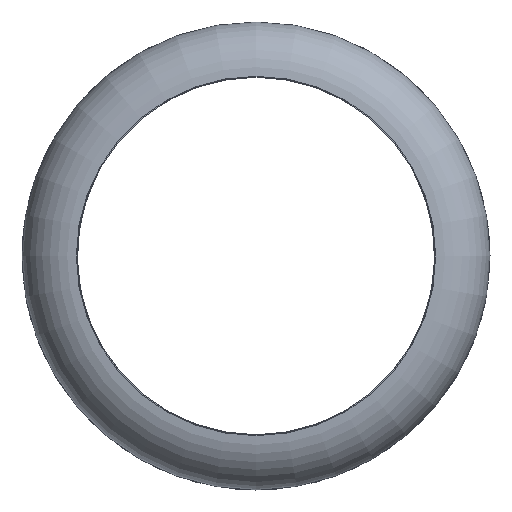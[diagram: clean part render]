
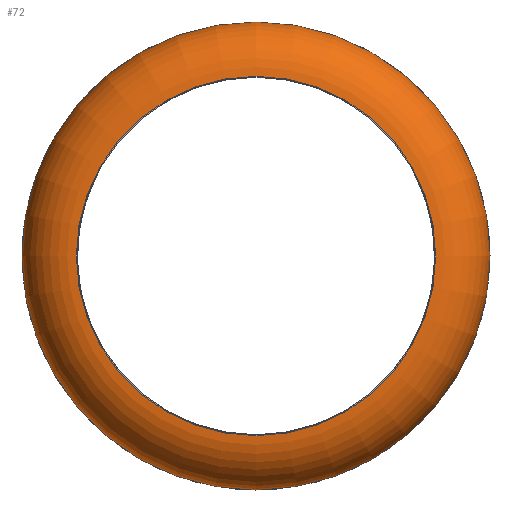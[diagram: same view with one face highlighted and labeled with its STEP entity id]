
A CAD part, left-side view. The second image highlights one B-rep face of the part: STEP entity #72.
In plain terms, the highlighted toroidal (fillet/blend) face has major radius 27.573 mm and minor radius 8.445 mm.
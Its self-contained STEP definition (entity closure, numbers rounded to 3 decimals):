
#72=ADVANCED_FACE('',(#218,#220),#222,.T.);
#218=FACE_OUTER_BOUND('',#219,.T.);
#219=EDGE_LOOP('',(#379));
#220=FACE_OUTER_BOUND('',#221,.T.);
#221=EDGE_LOOP('',(#380));
#222=TOROIDAL_SURFACE('',#223,27.573,8.445);
#223=AXIS2_PLACEMENT_3D('',#224,#225,#226);
#224=CARTESIAN_POINT('',(1.325,0.,-34.));
#225=DIRECTION('',(1.,0.,0.));
#226=DIRECTION('',(0.,0.,-1.));
#379=ORIENTED_EDGE('',*,*,#416,.F.);
#380=ORIENTED_EDGE('',*,*,#472,.T.);
#416=EDGE_CURVE('',#492,#492,#493,.T.);
#472=EDGE_CURVE('',#584,#584,#585,.T.);
#492=VERTEX_POINT('',#809);
#493=CIRCLE('',#810,36.009);
#584=VERTEX_POINT('',#1867);
#585=CIRCLE('',#1868,27.647);
#809=CARTESIAN_POINT('',(0.936,0.,-70.009));
#810=AXIS2_PLACEMENT_3D('',#811,#812,#813);
#811=CARTESIAN_POINT('',(0.936,0.,-34.));
#812=DIRECTION('',(1.,0.,0.));
#813=DIRECTION('',(0.,0.,-1.));
#1867=CARTESIAN_POINT('',(-7.12,0.,-61.647));
#1868=AXIS2_PLACEMENT_3D('',#1869,#1870,#1871);
#1869=CARTESIAN_POINT('',(-7.12,0.,-34.));
#1870=DIRECTION('',(1.,0.,0.));
#1871=DIRECTION('',(0.,0.,-1.));
